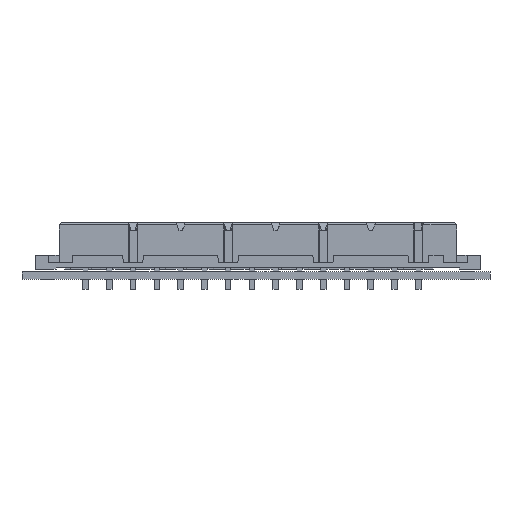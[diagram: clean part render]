
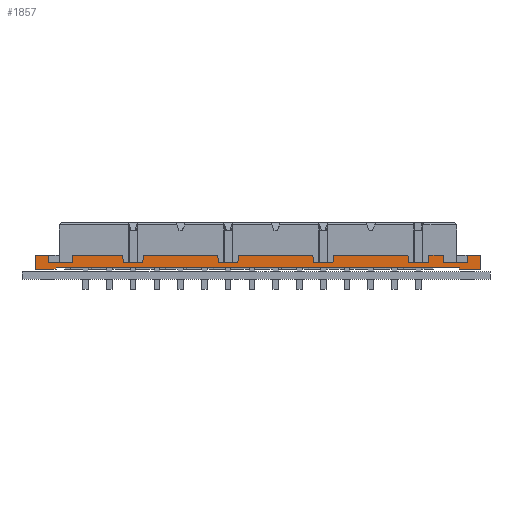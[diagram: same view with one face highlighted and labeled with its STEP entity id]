
A CAD part, left-side view. The second image highlights one B-rep face of the part: STEP entity #1857.
In plain terms, the highlighted face is planar.
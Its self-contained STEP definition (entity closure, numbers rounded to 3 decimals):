
#1798 = EDGE_CURVE('',#1799,#1801,#1803,.T.);
#1799 = VERTEX_POINT('',#1800);
#1800 = CARTESIAN_POINT('',(47.5,-7.4,-10.));
#1801 = VERTEX_POINT('',#1802);
#1802 = CARTESIAN_POINT('',(47.5,-7.4,-7.));
#1803 = LINE('',#1804,#1805);
#1804 = CARTESIAN_POINT('',(47.5,-7.4,-10.));
#1805 = VECTOR('',#1806,1.);
#1806 = DIRECTION('',(0.,0.,1.));
#1857 = ADVANCED_FACE('',(#1858),#2107,.T.);
#1858 = FACE_BOUND('',#1859,.F.);
#1859 = EDGE_LOOP('',(#1860,#1861,#1869,#1877,#1885,#1893,#1901,#1909,
    #1917,#1925,#1933,#1941,#1949,#1957,#1965,#1973,#1981,#1989,#1997,
    #2005,#2013,#2021,#2029,#2037,#2045,#2053,#2061,#2069,#2077,#2085,
    #2093,#2101));
#1860 = ORIENTED_EDGE('',*,*,#1798,.F.);
#1861 = ORIENTED_EDGE('',*,*,#1862,.F.);
#1862 = EDGE_CURVE('',#1863,#1799,#1865,.T.);
#1863 = VERTEX_POINT('',#1864);
#1864 = CARTESIAN_POINT('',(43.127,-7.4,-10.));
#1865 = LINE('',#1866,#1867);
#1866 = CARTESIAN_POINT('',(43.127,-7.4,-10.));
#1867 = VECTOR('',#1868,1.);
#1868 = DIRECTION('',(1.,0.,0.));
#1869 = ORIENTED_EDGE('',*,*,#1870,.F.);
#1870 = EDGE_CURVE('',#1871,#1863,#1873,.T.);
#1871 = VERTEX_POINT('',#1872);
#1872 = CARTESIAN_POINT('',(43.,-7.4,-9.7));
#1873 = LINE('',#1874,#1875);
#1874 = CARTESIAN_POINT('',(43.,-7.4,-9.7));
#1875 = VECTOR('',#1876,1.);
#1876 = DIRECTION('',(0.391,0.,-0.921));
#1877 = ORIENTED_EDGE('',*,*,#1878,.F.);
#1878 = EDGE_CURVE('',#1879,#1871,#1881,.T.);
#1879 = VERTEX_POINT('',#1880);
#1880 = CARTESIAN_POINT('',(-43.,-7.4,-9.7));
#1881 = LINE('',#1882,#1883);
#1882 = CARTESIAN_POINT('',(-43.,-7.4,-9.7));
#1883 = VECTOR('',#1884,1.);
#1884 = DIRECTION('',(1.,0.,0.));
#1885 = ORIENTED_EDGE('',*,*,#1886,.F.);
#1886 = EDGE_CURVE('',#1887,#1879,#1889,.T.);
#1887 = VERTEX_POINT('',#1888);
#1888 = CARTESIAN_POINT('',(-43.127,-7.4,-10.));
#1889 = LINE('',#1890,#1891);
#1890 = CARTESIAN_POINT('',(-43.127,-7.4,-10.));
#1891 = VECTOR('',#1892,1.);
#1892 = DIRECTION('',(0.391,0.,0.921));
#1893 = ORIENTED_EDGE('',*,*,#1894,.F.);
#1894 = EDGE_CURVE('',#1895,#1887,#1897,.T.);
#1895 = VERTEX_POINT('',#1896);
#1896 = CARTESIAN_POINT('',(-47.5,-7.4,-10.));
#1897 = LINE('',#1898,#1899);
#1898 = CARTESIAN_POINT('',(-47.5,-7.4,-10.));
#1899 = VECTOR('',#1900,1.);
#1900 = DIRECTION('',(1.,0.,0.));
#1901 = ORIENTED_EDGE('',*,*,#1902,.F.);
#1902 = EDGE_CURVE('',#1903,#1895,#1905,.T.);
#1903 = VERTEX_POINT('',#1904);
#1904 = CARTESIAN_POINT('',(-47.5,-7.4,-7.));
#1905 = LINE('',#1906,#1907);
#1906 = CARTESIAN_POINT('',(-47.5,-7.4,-7.));
#1907 = VECTOR('',#1908,1.);
#1908 = DIRECTION('',(0.,0.,-1.));
#1909 = ORIENTED_EDGE('',*,*,#1910,.F.);
#1910 = EDGE_CURVE('',#1911,#1903,#1913,.T.);
#1911 = VERTEX_POINT('',#1912);
#1912 = CARTESIAN_POINT('',(-44.7,-7.4,-7.));
#1913 = LINE('',#1914,#1915);
#1914 = CARTESIAN_POINT('',(-44.7,-7.4,-7.));
#1915 = VECTOR('',#1916,1.);
#1916 = DIRECTION('',(-1.,0.,0.));
#1917 = ORIENTED_EDGE('',*,*,#1918,.F.);
#1918 = EDGE_CURVE('',#1919,#1911,#1921,.T.);
#1919 = VERTEX_POINT('',#1920);
#1920 = CARTESIAN_POINT('',(-44.7,-7.4,-8.6));
#1921 = LINE('',#1922,#1923);
#1922 = CARTESIAN_POINT('',(-44.7,-7.4,-8.6));
#1923 = VECTOR('',#1924,1.);
#1924 = DIRECTION('',(0.,0.,1.));
#1925 = ORIENTED_EDGE('',*,*,#1926,.F.);
#1926 = EDGE_CURVE('',#1927,#1919,#1929,.T.);
#1927 = VERTEX_POINT('',#1928);
#1928 = CARTESIAN_POINT('',(-39.7,-7.4,-8.6));
#1929 = LINE('',#1930,#1931);
#1930 = CARTESIAN_POINT('',(-39.7,-7.4,-8.6));
#1931 = VECTOR('',#1932,1.);
#1932 = DIRECTION('',(-1.,0.,0.));
#1933 = ORIENTED_EDGE('',*,*,#1934,.T.);
#1934 = EDGE_CURVE('',#1927,#1935,#1937,.T.);
#1935 = VERTEX_POINT('',#1936);
#1936 = CARTESIAN_POINT('',(-39.7,-7.4,-7.));
#1937 = LINE('',#1938,#1939);
#1938 = CARTESIAN_POINT('',(-39.7,-7.4,-8.6));
#1939 = VECTOR('',#1940,1.);
#1940 = DIRECTION('',(0.,0.,1.));
#1941 = ORIENTED_EDGE('',*,*,#1942,.F.);
#1942 = EDGE_CURVE('',#1943,#1935,#1945,.T.);
#1943 = VERTEX_POINT('',#1944);
#1944 = CARTESIAN_POINT('',(-28.885,-7.4,-7.));
#1945 = LINE('',#1946,#1947);
#1946 = CARTESIAN_POINT('',(-28.885,-7.4,-7.));
#1947 = VECTOR('',#1948,1.);
#1948 = DIRECTION('',(-1.,0.,0.));
#1949 = ORIENTED_EDGE('',*,*,#1950,.F.);
#1950 = EDGE_CURVE('',#1951,#1943,#1953,.T.);
#1951 = VERTEX_POINT('',#1952);
#1952 = CARTESIAN_POINT('',(-28.745,-7.4,-8.6));
#1953 = LINE('',#1954,#1955);
#1954 = CARTESIAN_POINT('',(-28.745,-7.4,-8.6));
#1955 = VECTOR('',#1956,1.);
#1956 = DIRECTION('',(-0.087,0.,0.996));
#1957 = ORIENTED_EDGE('',*,*,#1958,.F.);
#1958 = EDGE_CURVE('',#1959,#1951,#1961,.T.);
#1959 = VERTEX_POINT('',#1960);
#1960 = CARTESIAN_POINT('',(-24.595,-7.4,-8.6));
#1961 = LINE('',#1962,#1963);
#1962 = CARTESIAN_POINT('',(-24.595,-7.4,-8.6));
#1963 = VECTOR('',#1964,1.);
#1964 = DIRECTION('',(-1.,0.,0.));
#1965 = ORIENTED_EDGE('',*,*,#1966,.F.);
#1966 = EDGE_CURVE('',#1967,#1959,#1969,.T.);
#1967 = VERTEX_POINT('',#1968);
#1968 = CARTESIAN_POINT('',(-24.455,-7.4,-7.));
#1969 = LINE('',#1970,#1971);
#1970 = CARTESIAN_POINT('',(-24.455,-7.4,-7.));
#1971 = VECTOR('',#1972,1.);
#1972 = DIRECTION('',(-0.087,0.,-0.996));
#1973 = ORIENTED_EDGE('',*,*,#1974,.F.);
#1974 = EDGE_CURVE('',#1975,#1967,#1977,.T.);
#1975 = VERTEX_POINT('',#1976);
#1976 = CARTESIAN_POINT('',(-8.565,-7.4,-7.));
#1977 = LINE('',#1978,#1979);
#1978 = CARTESIAN_POINT('',(-8.565,-7.4,-7.));
#1979 = VECTOR('',#1980,1.);
#1980 = DIRECTION('',(-1.,0.,0.));
#1981 = ORIENTED_EDGE('',*,*,#1982,.F.);
#1982 = EDGE_CURVE('',#1983,#1975,#1985,.T.);
#1983 = VERTEX_POINT('',#1984);
#1984 = CARTESIAN_POINT('',(-8.425,-7.4,-8.6));
#1985 = LINE('',#1986,#1987);
#1986 = CARTESIAN_POINT('',(-8.425,-7.4,-8.6));
#1987 = VECTOR('',#1988,1.);
#1988 = DIRECTION('',(-0.087,0.,0.996));
#1989 = ORIENTED_EDGE('',*,*,#1990,.F.);
#1990 = EDGE_CURVE('',#1991,#1983,#1993,.T.);
#1991 = VERTEX_POINT('',#1992);
#1992 = CARTESIAN_POINT('',(-4.275,-7.4,-8.6));
#1993 = LINE('',#1994,#1995);
#1994 = CARTESIAN_POINT('',(-4.275,-7.4,-8.6));
#1995 = VECTOR('',#1996,1.);
#1996 = DIRECTION('',(-1.,0.,0.));
#1997 = ORIENTED_EDGE('',*,*,#1998,.F.);
#1998 = EDGE_CURVE('',#1999,#1991,#2001,.T.);
#1999 = VERTEX_POINT('',#2000);
#2000 = CARTESIAN_POINT('',(-4.135,-7.4,-7.));
#2001 = LINE('',#2002,#2003);
#2002 = CARTESIAN_POINT('',(-4.135,-7.4,-7.));
#2003 = VECTOR('',#2004,1.);
#2004 = DIRECTION('',(-0.087,0.,-0.996));
#2005 = ORIENTED_EDGE('',*,*,#2006,.F.);
#2006 = EDGE_CURVE('',#2007,#1999,#2009,.T.);
#2007 = VERTEX_POINT('',#2008);
#2008 = CARTESIAN_POINT('',(11.755,-7.4,-7.));
#2009 = LINE('',#2010,#2011);
#2010 = CARTESIAN_POINT('',(11.755,-7.4,-7.));
#2011 = VECTOR('',#2012,1.);
#2012 = DIRECTION('',(-1.,0.,0.));
#2013 = ORIENTED_EDGE('',*,*,#2014,.F.);
#2014 = EDGE_CURVE('',#2015,#2007,#2017,.T.);
#2015 = VERTEX_POINT('',#2016);
#2016 = CARTESIAN_POINT('',(11.895,-7.4,-8.6));
#2017 = LINE('',#2018,#2019);
#2018 = CARTESIAN_POINT('',(11.895,-7.4,-8.6));
#2019 = VECTOR('',#2020,1.);
#2020 = DIRECTION('',(-0.087,0.,0.996));
#2021 = ORIENTED_EDGE('',*,*,#2022,.F.);
#2022 = EDGE_CURVE('',#2023,#2015,#2025,.T.);
#2023 = VERTEX_POINT('',#2024);
#2024 = CARTESIAN_POINT('',(16.045,-7.4,-8.6));
#2025 = LINE('',#2026,#2027);
#2026 = CARTESIAN_POINT('',(16.045,-7.4,-8.6));
#2027 = VECTOR('',#2028,1.);
#2028 = DIRECTION('',(-1.,0.,0.));
#2029 = ORIENTED_EDGE('',*,*,#2030,.F.);
#2030 = EDGE_CURVE('',#2031,#2023,#2033,.T.);
#2031 = VERTEX_POINT('',#2032);
#2032 = CARTESIAN_POINT('',(16.185,-7.4,-7.));
#2033 = LINE('',#2034,#2035);
#2034 = CARTESIAN_POINT('',(16.185,-7.4,-7.));
#2035 = VECTOR('',#2036,1.);
#2036 = DIRECTION('',(-0.087,0.,-0.996));
#2037 = ORIENTED_EDGE('',*,*,#2038,.F.);
#2038 = EDGE_CURVE('',#2039,#2031,#2041,.T.);
#2039 = VERTEX_POINT('',#2040);
#2040 = CARTESIAN_POINT('',(32.075,-7.4,-7.));
#2041 = LINE('',#2042,#2043);
#2042 = CARTESIAN_POINT('',(32.075,-7.4,-7.));
#2043 = VECTOR('',#2044,1.);
#2044 = DIRECTION('',(-1.,0.,0.));
#2045 = ORIENTED_EDGE('',*,*,#2046,.F.);
#2046 = EDGE_CURVE('',#2047,#2039,#2049,.T.);
#2047 = VERTEX_POINT('',#2048);
#2048 = CARTESIAN_POINT('',(32.215,-7.4,-8.6));
#2049 = LINE('',#2050,#2051);
#2050 = CARTESIAN_POINT('',(32.215,-7.4,-8.6));
#2051 = VECTOR('',#2052,1.);
#2052 = DIRECTION('',(-0.087,0.,0.996));
#2053 = ORIENTED_EDGE('',*,*,#2054,.F.);
#2054 = EDGE_CURVE('',#2055,#2047,#2057,.T.);
#2055 = VERTEX_POINT('',#2056);
#2056 = CARTESIAN_POINT('',(36.365,-7.4,-8.6));
#2057 = LINE('',#2058,#2059);
#2058 = CARTESIAN_POINT('',(36.365,-7.4,-8.6));
#2059 = VECTOR('',#2060,1.);
#2060 = DIRECTION('',(-1.,0.,0.));
#2061 = ORIENTED_EDGE('',*,*,#2062,.F.);
#2062 = EDGE_CURVE('',#2063,#2055,#2065,.T.);
#2063 = VERTEX_POINT('',#2064);
#2064 = CARTESIAN_POINT('',(36.505,-7.4,-7.));
#2065 = LINE('',#2066,#2067);
#2066 = CARTESIAN_POINT('',(36.505,-7.4,-7.));
#2067 = VECTOR('',#2068,1.);
#2068 = DIRECTION('',(-0.087,0.,-0.996));
#2069 = ORIENTED_EDGE('',*,*,#2070,.F.);
#2070 = EDGE_CURVE('',#2071,#2063,#2073,.T.);
#2071 = VERTEX_POINT('',#2072);
#2072 = CARTESIAN_POINT('',(39.7,-7.4,-7.));
#2073 = LINE('',#2074,#2075);
#2074 = CARTESIAN_POINT('',(39.7,-7.4,-7.));
#2075 = VECTOR('',#2076,1.);
#2076 = DIRECTION('',(-1.,0.,0.));
#2077 = ORIENTED_EDGE('',*,*,#2078,.F.);
#2078 = EDGE_CURVE('',#2079,#2071,#2081,.T.);
#2079 = VERTEX_POINT('',#2080);
#2080 = CARTESIAN_POINT('',(39.7,-7.4,-8.6));
#2081 = LINE('',#2082,#2083);
#2082 = CARTESIAN_POINT('',(39.7,-7.4,-8.6));
#2083 = VECTOR('',#2084,1.);
#2084 = DIRECTION('',(0.,0.,1.));
#2085 = ORIENTED_EDGE('',*,*,#2086,.F.);
#2086 = EDGE_CURVE('',#2087,#2079,#2089,.T.);
#2087 = VERTEX_POINT('',#2088);
#2088 = CARTESIAN_POINT('',(44.7,-7.4,-8.6));
#2089 = LINE('',#2090,#2091);
#2090 = CARTESIAN_POINT('',(44.7,-7.4,-8.6));
#2091 = VECTOR('',#2092,1.);
#2092 = DIRECTION('',(-1.,0.,0.));
#2093 = ORIENTED_EDGE('',*,*,#2094,.T.);
#2094 = EDGE_CURVE('',#2087,#2095,#2097,.T.);
#2095 = VERTEX_POINT('',#2096);
#2096 = CARTESIAN_POINT('',(44.7,-7.4,-7.));
#2097 = LINE('',#2098,#2099);
#2098 = CARTESIAN_POINT('',(44.7,-7.4,-8.6));
#2099 = VECTOR('',#2100,1.);
#2100 = DIRECTION('',(0.,0.,1.));
#2101 = ORIENTED_EDGE('',*,*,#2102,.F.);
#2102 = EDGE_CURVE('',#1801,#2095,#2103,.T.);
#2103 = LINE('',#2104,#2105);
#2104 = CARTESIAN_POINT('',(47.5,-7.4,-7.));
#2105 = VECTOR('',#2106,1.);
#2106 = DIRECTION('',(-1.,0.,0.));
#2107 = PLANE('',#2108);
#2108 = AXIS2_PLACEMENT_3D('',#2109,#2110,#2111);
#2109 = CARTESIAN_POINT('',(47.5,-7.4,-9.7));
#2110 = DIRECTION('',(0.,-1.,0.));
#2111 = DIRECTION('',(1.,0.,0.));
